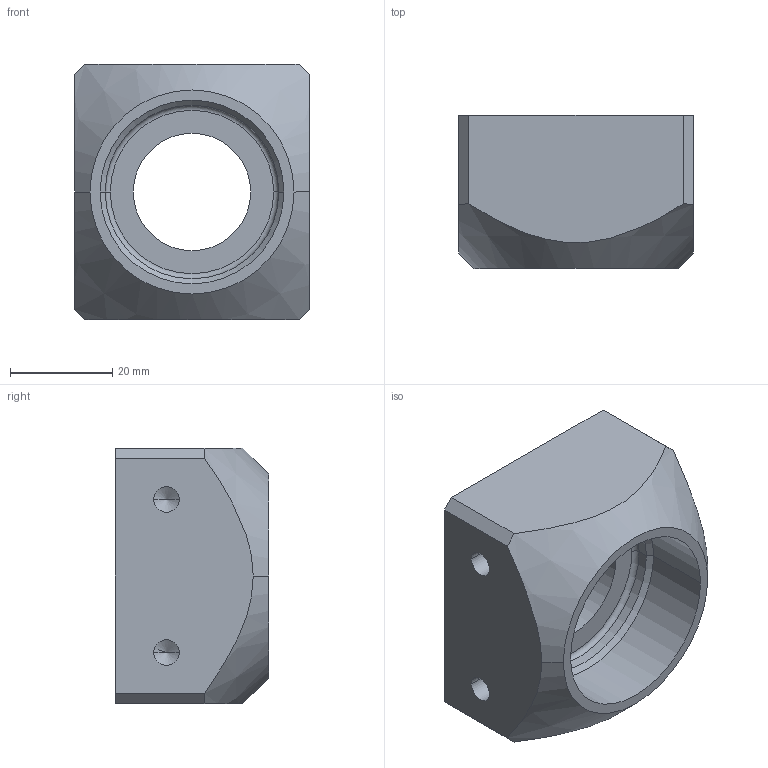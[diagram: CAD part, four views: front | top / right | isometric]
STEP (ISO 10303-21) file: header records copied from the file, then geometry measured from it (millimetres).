
FILE_DESCRIPTION((''),'2;1');
FILE_NAME('DECAPPER-2-NOZZLE-SUPPORT_RNM','2020-09-30T12:02:22',('yvde'),('Device R&D - Novo Nordisk'),'CREO PARAMETRIC BY PTC INC, 2017380','CREO PARAMETRIC BY PTC INC, 2017380','');
FILE_SCHEMA(('CONFIG_CONTROL_DESIGN','SHAPE_APPEARANCE_LAYERS_GROUPS'));
Length unit declared in the file: millimetre
Products named in the file (1): DECAPPER-2-NOZZLE-SUPPORT_RNM
Bounding box: 46 x 30 x 50 mm (x, y, z)
Volume: 41066.6 mm3; surface area: 11754.3 mm2
Topology: 1 solids, 1 shells, 41 faces, 98 edges, 56 vertices
Faces by surface type: cylinder 14, cone 14, plane 11, torus 2
Entity records: 1632 total; most frequent: CARTESIAN_POINT 267, DIRECTION 198, ORIENTED_EDGE 180, COLOUR_RGB 121, PRESENTATION_STYLE_ASSIGNMENT 91, STYLED_ITEM 91, CURVE_STYLE 90, EDGE_CURVE 90
